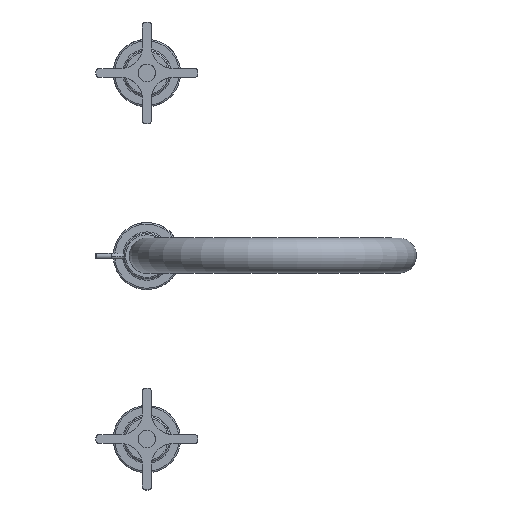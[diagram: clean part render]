
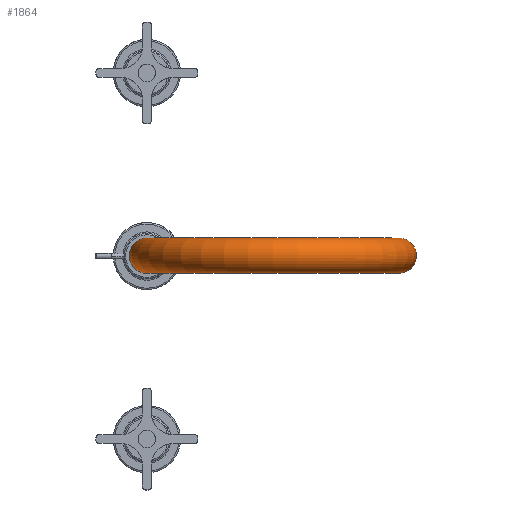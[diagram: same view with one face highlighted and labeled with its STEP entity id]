
A CAD part, top view. The second image highlights one B-rep face of the part: STEP entity #1864.
In plain terms, the highlighted toroidal (fillet/blend) face has major radius 86 mm and minor radius 12 mm.
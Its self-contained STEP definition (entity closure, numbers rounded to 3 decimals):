
#1775=CARTESIAN_POINT('Vertex',(172.,12.,181.8)) ;
#1778=CARTESIAN_POINT('Axis2P3D Location',(172.,0.,181.8)) ;
#1782=CARTESIAN_POINT('Vertex',(184.,0.,181.8)) ;
#1785=CARTESIAN_POINT('Axis2P3D Location',(172.,0.,181.8)) ;
#1789=CARTESIAN_POINT('Vertex',(172.,-12.,181.8)) ;
#1825=CARTESIAN_POINT('Axis2P3D Location',(86.,0.,181.8)) ;
#1830=CARTESIAN_POINT('Axis2P3D Location',(86.,12.,181.8)) ;
#1834=CARTESIAN_POINT('Vertex',(0.,12.,181.8)) ;
#1837=CARTESIAN_POINT('Axis2P3D Location',(0.,0.,181.8)) ;
#1841=CARTESIAN_POINT('Vertex',(-12.,0.,181.8)) ;
#1844=CARTESIAN_POINT('Axis2P3D Location',(0.,0.,181.8)) ;
#1848=CARTESIAN_POINT('Vertex',(0.,-12.,181.8)) ;
#1851=CARTESIAN_POINT('Axis2P3D Location',(86.,-12.,181.8)) ;
#1779=DIRECTION('Axis2P3D Direction',(-0.,0.,-1.)) ;
#1786=DIRECTION('Axis2P3D Direction',(-0.,0.,-1.)) ;
#1826=DIRECTION('Axis2P3D Direction',(0.,-1.,0.)) ;
#1827=DIRECTION('Axis2P3D XDirection',(1.,0.,0.)) ;
#1831=DIRECTION('Axis2P3D Direction',(0.,-1.,0.)) ;
#1838=DIRECTION('Axis2P3D Direction',(0.,0.,1.)) ;
#1845=DIRECTION('Axis2P3D Direction',(0.,0.,1.)) ;
#1852=DIRECTION('Axis2P3D Direction',(0.,-1.,0.)) ;
#1780=AXIS2_PLACEMENT_3D('Circle Axis2P3D',#1778,#1779,$) ;
#1787=AXIS2_PLACEMENT_3D('Circle Axis2P3D',#1785,#1786,$) ;
#1828=AXIS2_PLACEMENT_3D('Torus Axis2P3D',#1825,#1826,#1827) ;
#1832=AXIS2_PLACEMENT_3D('Circle Axis2P3D',#1830,#1831,$) ;
#1839=AXIS2_PLACEMENT_3D('Circle Axis2P3D',#1837,#1838,$) ;
#1846=AXIS2_PLACEMENT_3D('Circle Axis2P3D',#1844,#1845,$) ;
#1853=AXIS2_PLACEMENT_3D('Circle Axis2P3D',#1851,#1852,$) ;
#1781=CIRCLE('generated circle',#1780,12.) ;
#1788=CIRCLE('generated circle',#1787,12.) ;
#1833=CIRCLE('generated circle',#1832,86.) ;
#1840=CIRCLE('generated circle',#1839,12.) ;
#1847=CIRCLE('generated circle',#1846,12.) ;
#1854=CIRCLE('generated circle',#1853,86.) ;
#1829=TOROIDAL_SURFACE('homeo Torus',#1828,86.,12.) ;
#1784=EDGE_CURVE('',#1776,#1783,#1781,.T.) ;
#1791=EDGE_CURVE('',#1783,#1790,#1788,.T.) ;
#1836=EDGE_CURVE('',#1776,#1835,#1833,.T.) ;
#1843=EDGE_CURVE('',#1835,#1842,#1840,.T.) ;
#1850=EDGE_CURVE('',#1842,#1849,#1847,.T.) ;
#1855=EDGE_CURVE('',#1790,#1849,#1854,.T.) ;
#1857=ORIENTED_EDGE('',*,*,#1784,.F.) ;
#1858=ORIENTED_EDGE('',*,*,#1836,.T.) ;
#1859=ORIENTED_EDGE('',*,*,#1843,.T.) ;
#1860=ORIENTED_EDGE('',*,*,#1850,.T.) ;
#1861=ORIENTED_EDGE('',*,*,#1855,.F.) ;
#1862=ORIENTED_EDGE('',*,*,#1791,.F.) ;
#1856=EDGE_LOOP('',(#1857,#1858,#1859,#1860,#1861,#1862)) ;
#1776=VERTEX_POINT('',#1775) ;
#1783=VERTEX_POINT('',#1782) ;
#1790=VERTEX_POINT('',#1789) ;
#1835=VERTEX_POINT('',#1834) ;
#1842=VERTEX_POINT('',#1841) ;
#1849=VERTEX_POINT('',#1848) ;
#1864=ADVANCED_FACE('BA10106 0_AllCATPart.1\\PartBody.1',(#1863),#1829,.T.) ;
#1863=FACE_OUTER_BOUND('',#1856,.T.) ;
